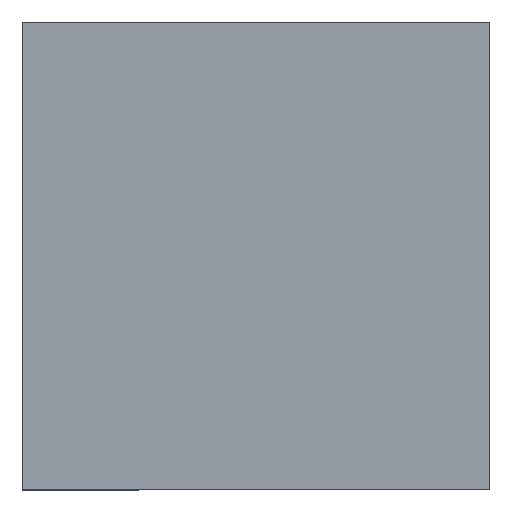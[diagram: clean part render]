
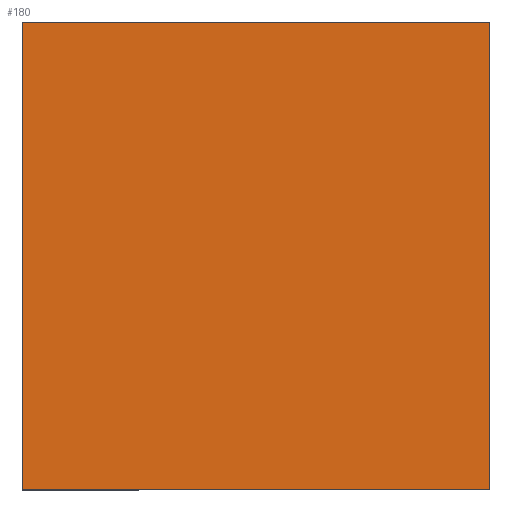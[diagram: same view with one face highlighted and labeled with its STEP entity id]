
A CAD part, top view. The second image highlights one B-rep face of the part: STEP entity #180.
In plain terms, the highlighted planar face has unit normal (0, 0, 1).
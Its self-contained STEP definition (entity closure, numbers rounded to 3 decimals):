
#19 = ORIENTED_EDGE ( 'NONE', *, *, #190, .T. ) ;
#22 = CARTESIAN_POINT ( 'NONE',  ( 6.35, -6.35, 3. ) ) ;
#23 = FACE_OUTER_BOUND ( 'NONE', #83, .T. ) ;
#34 = CARTESIAN_POINT ( 'NONE',  ( 6.35, -6.35, 3. ) ) ;
#35 = ORIENTED_EDGE ( 'NONE', *, *, #179, .T. ) ;
#47 = EDGE_CURVE ( 'NONE', #163, #73, #95, .T. ) ;
#68 = CARTESIAN_POINT ( 'NONE',  ( 6.35, 6.35, 3. ) ) ;
#69 = VECTOR ( 'NONE', #121, 1000. ) ;
#72 = PLANE ( 'NONE',  #162 ) ;
#73 = VERTEX_POINT ( 'NONE', #203 ) ;
#74 = DIRECTION ( 'NONE',  ( -1., 0., 0. ) ) ;
#83 = EDGE_LOOP ( 'NONE', ( #135, #19, #35, #228 ) ) ;
#90 = VERTEX_POINT ( 'NONE', #68 ) ;
#95 = LINE ( 'NONE', #155, #69 ) ;
#107 = DIRECTION ( 'NONE',  ( 0., 0., 1. ) ) ;
#121 = DIRECTION ( 'NONE',  ( 0., -1., 0. ) ) ;
#130 = VECTOR ( 'NONE', #74, 1000. ) ;
#133 = DIRECTION ( 'NONE',  ( 1., 0., 0. ) ) ;
#135 = ORIENTED_EDGE ( 'NONE', *, *, #47, .T. ) ;
#137 = LINE ( 'NONE', #175, #130 ) ;
#152 = LINE ( 'NONE', #22, #234 ) ;
#154 = DIRECTION ( 'NONE',  ( 0., 1., 0. ) ) ;
#155 = CARTESIAN_POINT ( 'NONE',  ( -6.35, -6.35, 3. ) ) ;
#156 = DIRECTION ( 'NONE',  ( 1., 0., 0. ) ) ;
#162 = AXIS2_PLACEMENT_3D ( 'NONE', #189, #107, #133 ) ;
#163 = VERTEX_POINT ( 'NONE', #170 ) ;
#165 = VECTOR ( 'NONE', #156, 1000. ) ;
#168 = VERTEX_POINT ( 'NONE', #223 ) ;
#170 = CARTESIAN_POINT ( 'NONE',  ( -6.35, 6.35, 3. ) ) ;
#173 = LINE ( 'NONE', #34, #165 ) ;
#175 = CARTESIAN_POINT ( 'NONE',  ( 6.35, 6.35, 3. ) ) ;
#179 = EDGE_CURVE ( 'NONE', #168, #90, #152, .T. ) ;
#180 = ADVANCED_FACE ( 'NONE', ( #23 ), #72, .T. ) ;
#189 = CARTESIAN_POINT ( 'NONE',  ( 0., 0., 3. ) ) ;
#190 = EDGE_CURVE ( 'NONE', #73, #168, #173, .T. ) ;
#203 = CARTESIAN_POINT ( 'NONE',  ( -6.35, -6.35, 3. ) ) ;
#212 = EDGE_CURVE ( 'NONE', #90, #163, #137, .T. ) ;
#223 = CARTESIAN_POINT ( 'NONE',  ( 6.35, -6.35, 3. ) ) ;
#228 = ORIENTED_EDGE ( 'NONE', *, *, #212, .T. ) ;
#234 = VECTOR ( 'NONE', #154, 1000. ) ;
